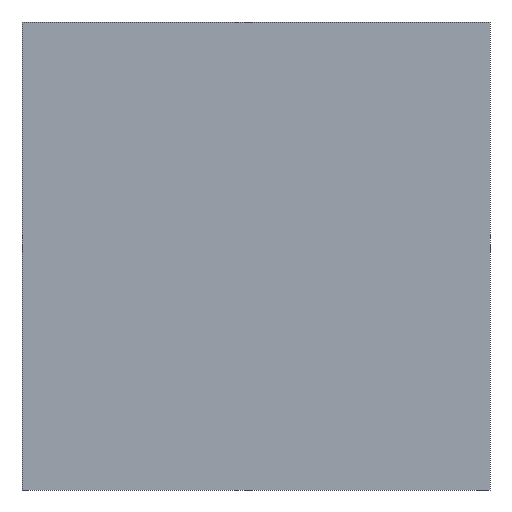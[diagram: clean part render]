
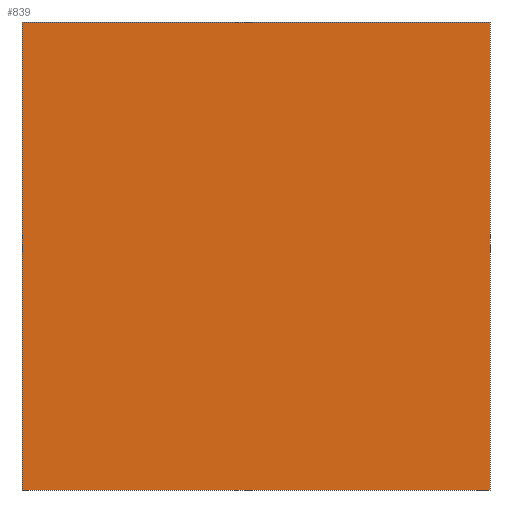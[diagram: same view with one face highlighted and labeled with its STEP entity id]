
A CAD part, front view. The second image highlights one B-rep face of the part: STEP entity #839.
In plain terms, the highlighted planar face has unit normal (0, -1, 0).
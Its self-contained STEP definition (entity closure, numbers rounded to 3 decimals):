
#21 = VECTOR ( 'NONE', #653, 1000. ) ;
#32 = AXIS2_PLACEMENT_3D ( 'NONE', #2366, #1507, #1306 ) ;
#52 = VERTEX_POINT ( 'NONE', #823 ) ;
#188 = VERTEX_POINT ( 'NONE', #1741 ) ;
#295 = LINE ( 'NONE', #480, #21 ) ;
#362 = EDGE_CURVE ( 'NONE', #1546, #188, #414, .T. ) ;
#414 = LINE ( 'NONE', #1253, #910 ) ;
#476 = VERTEX_POINT ( 'NONE', #1733 ) ;
#480 = CARTESIAN_POINT ( 'NONE',  ( -1.025, -0.325, -1.025 ) ) ;
#569 = LINE ( 'NONE', #963, #590 ) ;
#590 = VECTOR ( 'NONE', #1365, 1000. ) ;
#602 = ORIENTED_EDGE ( 'NONE', *, *, #2237, .F. ) ;
#653 = DIRECTION ( 'NONE',  ( -1., 0., 0. ) ) ;
#770 = CARTESIAN_POINT ( 'NONE',  ( 1.025, -0.325, -1.025 ) ) ;
#823 = CARTESIAN_POINT ( 'NONE',  ( -1.025, -0.325, -1.025 ) ) ;
#839 = ADVANCED_FACE ( 'NONE', ( #2353 ), #868, .F. ) ;
#868 = PLANE ( 'NONE',  #32 ) ;
#910 = VECTOR ( 'NONE', #1681, 1000. ) ;
#963 = CARTESIAN_POINT ( 'NONE',  ( -1.025, -0.325, -1.025 ) ) ;
#1131 = EDGE_LOOP ( 'NONE', ( #1316, #1183, #2125, #602 ) ) ;
#1183 = ORIENTED_EDGE ( 'NONE', *, *, #362, .F. ) ;
#1253 = CARTESIAN_POINT ( 'NONE',  ( -1.025, -0.325, 1.025 ) ) ;
#1306 = DIRECTION ( 'NONE',  ( 0., 0., 1. ) ) ;
#1316 = ORIENTED_EDGE ( 'NONE', *, *, #2083, .F. ) ;
#1365 = DIRECTION ( 'NONE',  ( 0., 0., 1. ) ) ;
#1507 = DIRECTION ( 'NONE',  ( 0., 1., 0. ) ) ;
#1522 = VECTOR ( 'NONE', #1630, 1000. ) ;
#1546 = VERTEX_POINT ( 'NONE', #2521 ) ;
#1630 = DIRECTION ( 'NONE',  ( 0., 0., -1. ) ) ;
#1681 = DIRECTION ( 'NONE',  ( 1., 0., 0. ) ) ;
#1733 = CARTESIAN_POINT ( 'NONE',  ( 1.025, -0.325, -1.025 ) ) ;
#1741 = CARTESIAN_POINT ( 'NONE',  ( 1.025, -0.325, 1.025 ) ) ;
#2047 = LINE ( 'NONE', #770, #1522 ) ;
#2083 = EDGE_CURVE ( 'NONE', #188, #476, #2047, .T. ) ;
#2125 = ORIENTED_EDGE ( 'NONE', *, *, #2330, .F. ) ;
#2237 = EDGE_CURVE ( 'NONE', #476, #52, #295, .T. ) ;
#2330 = EDGE_CURVE ( 'NONE', #52, #1546, #569, .T. ) ;
#2353 = FACE_OUTER_BOUND ( 'NONE', #1131, .T. ) ;
#2366 = CARTESIAN_POINT ( 'NONE',  ( 0., -0.325, 0. ) ) ;
#2521 = CARTESIAN_POINT ( 'NONE',  ( -1.025, -0.325, 1.025 ) ) ;
